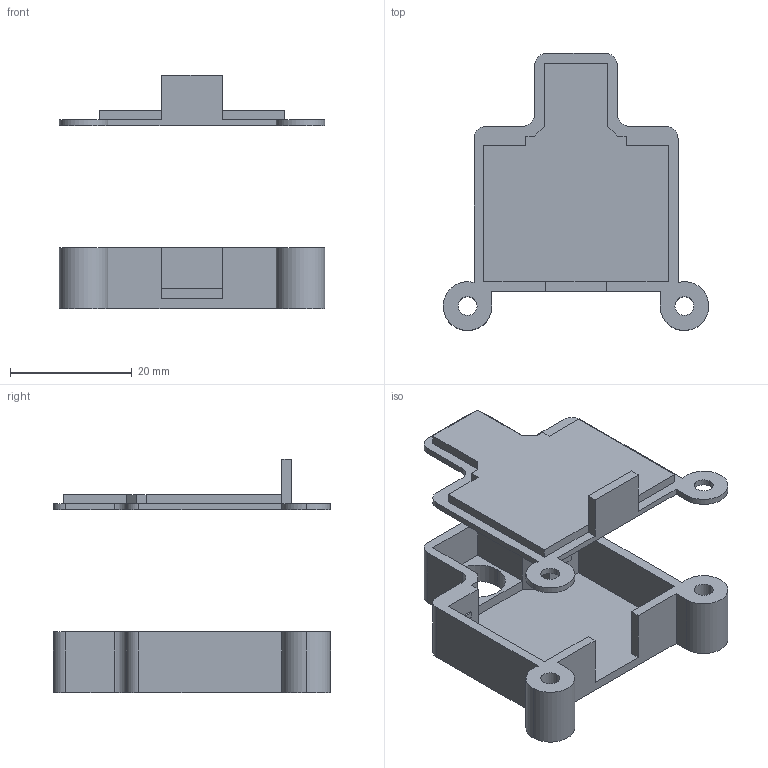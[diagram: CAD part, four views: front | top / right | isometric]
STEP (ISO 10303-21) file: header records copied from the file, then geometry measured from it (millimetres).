
FILE_DESCRIPTION (( 'STEP AP214' ), '1' );
FILE_NAME ('yolo-cam-div.STEP', '2024-06-28T15:43:27', ( '' ), ( '' ), 'SwSTEP 2.0', 'SolidWorks 2024', '' );
FILE_SCHEMA (( 'AUTOMOTIVE_DESIGN' ));
Length unit declared in the file: millimetre
Products named in the file (1): yolo-cam-div
Bounding box: 43.59 x 45.5 x 38.3 mm (x, y, z)
Volume: 6902.8 mm3; surface area: 7985.1 mm2
Topology: 2 solids, 2 shells, 112 faces, 308 edges, 204 vertices
Faces by surface type: plane 84, cylinder 28
Entity records: 3588 total; most frequent: CARTESIAN_POINT 625, ORIENTED_EDGE 616, DIRECTION 590, EDGE_CURVE 308, LINE 252, VECTOR 252, VERTEX_POINT 204, AXIS2_PLACEMENT_3D 169
